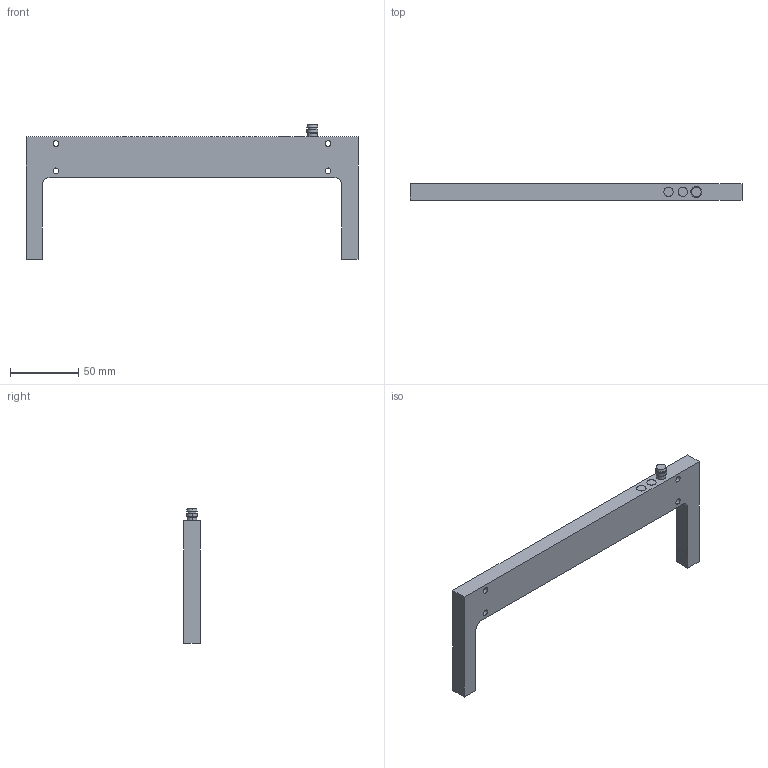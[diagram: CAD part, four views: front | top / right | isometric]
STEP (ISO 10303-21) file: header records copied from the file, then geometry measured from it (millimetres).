
FILE_DESCRIPTION((''),'2;1');
FILE_NAME('DB008747_2D_BASIS_GL220_CAD2331','2016-07-20T',('pfolte'),(''),'PRO/ENGINEER BY PARAMETRIC TECHNOLOGY CORPORATION, 2015440','PRO/ENGINEER BY PARAMETRIC TECHNOLOGY CORPORATION, 2015440','');
FILE_SCHEMA(('CONFIG_CONTROL_DESIGN'));
Length unit declared in the file: millimetre
Products named in the file (1): DB008747_2D_BASIS_GL220_CAD2331
Bounding box: 244 x 12 x 99 mm (x, y, z)
Volume: 104909.2 mm3; surface area: 27753 mm2
Topology: 1 solids, 1 shells, 47 faces, 108 edges, 72 vertices
Faces by surface type: cylinder 26, plane 19, cone 2
Entity records: 2006 total; most frequent: DIRECTION 258, CARTESIAN_POINT 227, ORIENTED_EDGE 216, EDGE_CURVE 108, AXIS2_PLACEMENT_3D 103, FILL_AREA_STYLE_COLOUR 91, FILL_AREA_STYLE 91, SURFACE_STYLE_FILL_AREA 91
